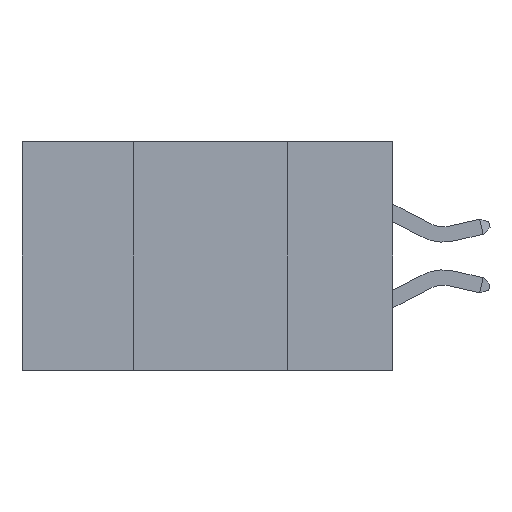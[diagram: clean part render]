
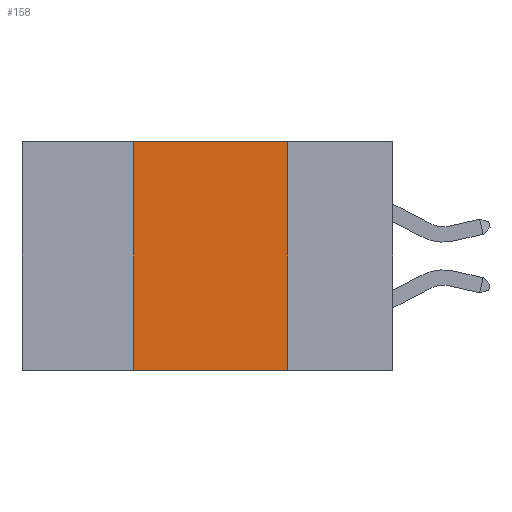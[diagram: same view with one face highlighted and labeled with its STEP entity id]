
A CAD part, left-side view. The second image highlights one B-rep face of the part: STEP entity #158.
In plain terms, the highlighted planar face has unit normal (-1, 0, 0).
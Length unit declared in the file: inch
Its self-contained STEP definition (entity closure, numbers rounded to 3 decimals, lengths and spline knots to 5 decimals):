
#92 = VECTOR ( 'NONE', #7887, 39.37008 ) ;
#158 = ADVANCED_FACE ( 'NONE', ( #6698 ), #358, .F. ) ;
#358 = PLANE ( 'NONE',  #3782 ) ;
#540 = EDGE_CURVE ( 'NONE', #5507, #9608, #8965, .T. ) ;
#690 = CARTESIAN_POINT ( 'NONE',  ( 0., 0.17, 0. ) ) ;
#811 = CARTESIAN_POINT ( 'NONE',  ( 0., 0.42, -0.37 ) ) ;
#975 = CARTESIAN_POINT ( 'NONE',  ( 0., 0.42, 0. ) ) ;
#1131 = ORIENTED_EDGE ( 'NONE', *, *, #540, .F. ) ;
#1167 = VECTOR ( 'NONE', #4750, 39.37008 ) ;
#1439 = EDGE_CURVE ( 'NONE', #1560, #6631, #4641, .T. ) ;
#1560 = VERTEX_POINT ( 'NONE', #8779 ) ;
#1572 = DIRECTION ( 'NONE',  ( 0., -1., 0. ) ) ;
#1853 = DIRECTION ( 'NONE',  ( 1., 0., 0. ) ) ;
#2373 = ORIENTED_EDGE ( 'NONE', *, *, #1439, .F. ) ;
#2851 = ORIENTED_EDGE ( 'NONE', *, *, #9241, .T. ) ;
#3184 = LINE ( 'NONE', #4689, #1167 ) ;
#3450 = VECTOR ( 'NONE', #6054, 39.37008 ) ;
#3659 = EDGE_CURVE ( 'NONE', #9608, #1560, #7704, .T. ) ;
#3782 = AXIS2_PLACEMENT_3D ( 'NONE', #4799, #1853, #7876 ) ;
#4641 = LINE ( 'NONE', #690, #3450 ) ;
#4689 = CARTESIAN_POINT ( 'NONE',  ( 0., 0.6, -0.37 ) ) ;
#4750 = DIRECTION ( 'NONE',  ( 0., -1., 0. ) ) ;
#4799 = CARTESIAN_POINT ( 'NONE',  ( 0., 0.6, 0. ) ) ;
#5507 = VERTEX_POINT ( 'NONE', #811 ) ;
#6054 = DIRECTION ( 'NONE',  ( 0., 0., -1. ) ) ;
#6271 = VECTOR ( 'NONE', #1572, 39.37008 ) ;
#6559 = ORIENTED_EDGE ( 'NONE', *, *, #3659, .F. ) ;
#6631 = VERTEX_POINT ( 'NONE', #9471 ) ;
#6698 = FACE_OUTER_BOUND ( 'NONE', #8634, .T. ) ;
#7704 = LINE ( 'NONE', #8444, #6271 ) ;
#7876 = DIRECTION ( 'NONE',  ( 0., 0., -1. ) ) ;
#7887 = DIRECTION ( 'NONE',  ( 0., 0., 1. ) ) ;
#8066 = CARTESIAN_POINT ( 'NONE',  ( 0., 0.42, 0. ) ) ;
#8444 = CARTESIAN_POINT ( 'NONE',  ( 0., 0.6, 0. ) ) ;
#8634 = EDGE_LOOP ( 'NONE', ( #2373, #6559, #1131, #2851 ) ) ;
#8779 = CARTESIAN_POINT ( 'NONE',  ( 0., 0.17, 0. ) ) ;
#8965 = LINE ( 'NONE', #975, #92 ) ;
#9241 = EDGE_CURVE ( 'NONE', #5507, #6631, #3184, .T. ) ;
#9471 = CARTESIAN_POINT ( 'NONE',  ( 0., 0.17, -0.37 ) ) ;
#9608 = VERTEX_POINT ( 'NONE', #8066 ) ;
